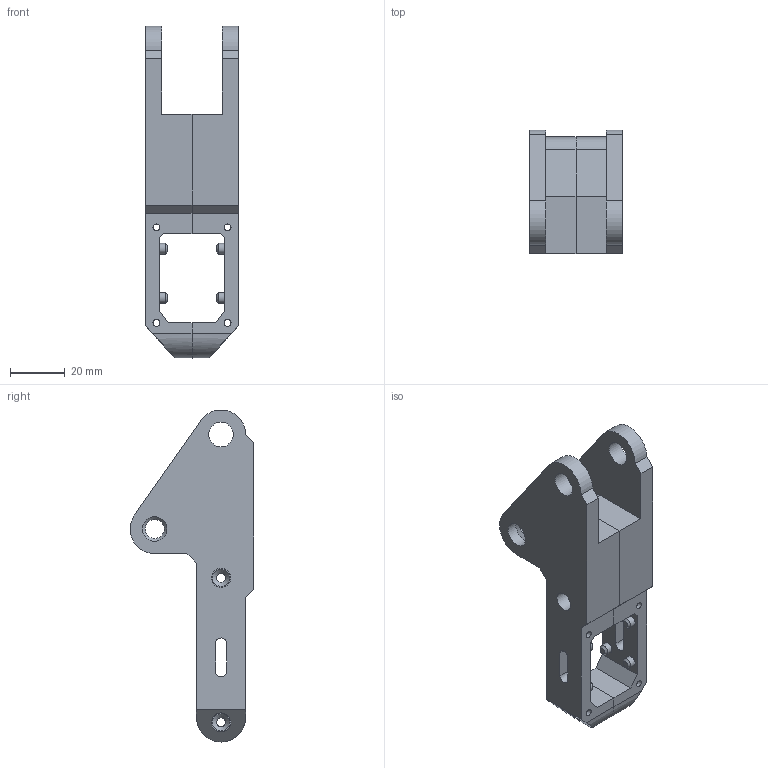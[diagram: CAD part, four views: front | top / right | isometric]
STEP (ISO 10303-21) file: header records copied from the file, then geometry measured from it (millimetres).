
FILE_DESCRIPTION(/* description */ (''),/* implementation_level */ '2;1');
FILE_NAME(/* name */ 'Arm - effector base v3 (screws for mount) v1.step',/* time_stamp */ '2022-05-20T10:59:16-04:00',/* author */ (''),/* organization */ (''),/* preprocessor_version */ 'ST-DEVELOPER v18.1',/* originating_system */ 'Autodesk Translation Framework v10.14.0.1471',/* authorisation */ '');
FILE_SCHEMA (('AUTOMOTIVE_DESIGN { 1 0 10303 214 3 1 1 }'));
Length unit declared in the file: millimetre
Products named in the file (1): Arm - effector base v3 (screws for mount)
Bounding box: 34 x 45.28 x 121.59 mm (x, y, z)
Volume: 59385.9 mm3; surface area: 22241.5 mm2
Topology: 2 solids, 2 shells, 126 faces, 310 edges, 202 vertices
Faces by surface type: plane 72, cylinder 40, cone 14
Full cylindrical faces by diameter (mm): 2.5 x4, 3.3 x4, 3.9 x8, 7 x6, 9 x6
Entity records: 3804 total; most frequent: DIRECTION 658, CARTESIAN_POINT 639, ORIENTED_EDGE 620, EDGE_CURVE 310, AXIS2_PLACEMENT_3D 221, LINE 216, VECTOR 216, VERTEX_POINT 202
